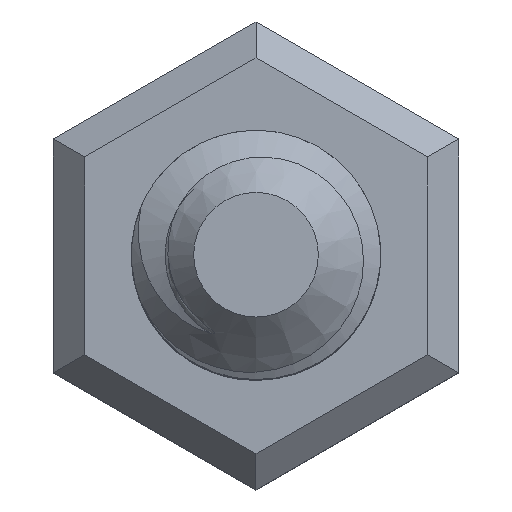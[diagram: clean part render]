
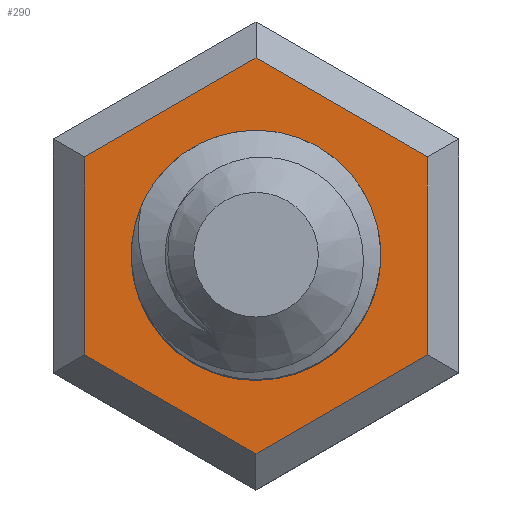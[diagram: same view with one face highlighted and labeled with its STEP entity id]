
A CAD part, top view. The second image highlights one B-rep face of the part: STEP entity #290.
In plain terms, the highlighted planar face has unit normal (0, 0, 1).
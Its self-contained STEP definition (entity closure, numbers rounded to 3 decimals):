
#290=ADVANCED_FACE('',(#688,#690),#692,.T.);
#688=FACE_BOUND('',#689,.T.);
#689=EDGE_LOOP('',(#7123,#7124,#7125,#7126,#7127,#7128));
#690=FACE_BOUND('',#691,.T.);
#691=EDGE_LOOP('',(#7129));
#692=PLANE('',#693);
#693=AXIS2_PLACEMENT_3D('',#694,#695,#696);
#694=CARTESIAN_POINT('',(0.,0.,6.8));
#695=DIRECTION('',(0.,0.,1.));
#696=DIRECTION('',(-1.,0.,0.));
#7123=ORIENTED_EDGE('',*,*,#7282,.T.);
#7124=ORIENTED_EDGE('',*,*,#7292,.T.);
#7125=ORIENTED_EDGE('',*,*,#7290,.T.);
#7126=ORIENTED_EDGE('',*,*,#7288,.T.);
#7127=ORIENTED_EDGE('',*,*,#7286,.T.);
#7128=ORIENTED_EDGE('',*,*,#7284,.T.);
#7129=ORIENTED_EDGE('',*,*,#7293,.F.);
#7282=EDGE_CURVE('',#7428,#7426,#7429,.T.);
#7284=EDGE_CURVE('',#7431,#7428,#7432,.T.);
#7286=EDGE_CURVE('',#7434,#7431,#7435,.T.);
#7288=EDGE_CURVE('',#7437,#7434,#7438,.T.);
#7290=EDGE_CURVE('',#7440,#7437,#7441,.T.);
#7292=EDGE_CURVE('',#7426,#7440,#7443,.T.);
#7293=EDGE_CURVE('',#7444,#7444,#7445,.T.);
#7426=VERTEX_POINT('',#7711);
#7428=VERTEX_POINT('',#7715);
#7429=LINE('',#7716,#7717);
#7431=VERTEX_POINT('',#7722);
#7432=LINE('',#7723,#7724);
#7434=VERTEX_POINT('',#7729);
#7435=LINE('',#7730,#7731);
#7437=VERTEX_POINT('',#7736);
#7438=LINE('',#7737,#7738);
#7440=VERTEX_POINT('',#7743);
#7441=LINE('',#7744,#7745);
#7443=LINE('',#7750,#7751);
#7444=VERTEX_POINT('',#7753);
#7445=CIRCLE('',#7754,4.);
#7711=CARTESIAN_POINT('',(5.5,3.175,6.8));
#7715=CARTESIAN_POINT('',(5.5,-3.175,6.8));
#7716=CARTESIAN_POINT('',(5.5,-3.175,6.8));
#7717=VECTOR('',#7718,1.);
#7718=DIRECTION('',(0.,1.,0.));
#7722=CARTESIAN_POINT('',(0.,-6.351,6.8));
#7723=CARTESIAN_POINT('',(0.,-6.351,6.8));
#7724=VECTOR('',#7725,1.);
#7725=DIRECTION('',(0.866,0.5,0.));
#7729=CARTESIAN_POINT('',(-5.5,-3.175,6.8));
#7730=CARTESIAN_POINT('',(-5.5,-3.175,6.8));
#7731=VECTOR('',#7732,1.);
#7732=DIRECTION('',(0.866,-0.5,0.));
#7736=CARTESIAN_POINT('',(-5.5,3.175,6.8));
#7737=CARTESIAN_POINT('',(-5.5,3.175,6.8));
#7738=VECTOR('',#7739,1.);
#7739=DIRECTION('',(0.,-1.,0.));
#7743=CARTESIAN_POINT('',(0.,6.351,6.8));
#7744=CARTESIAN_POINT('',(0.,6.351,6.8));
#7745=VECTOR('',#7746,1.);
#7746=DIRECTION('',(-0.866,-0.5,0.));
#7750=CARTESIAN_POINT('',(5.5,3.175,6.8));
#7751=VECTOR('',#7752,1.);
#7752=DIRECTION('',(-0.866,0.5,0.));
#7753=CARTESIAN_POINT('',(0.,-4.,6.8));
#7754=AXIS2_PLACEMENT_3D('',#7755,#7756,#7757);
#7755=CARTESIAN_POINT('',(0.,0.,6.8));
#7756=DIRECTION('',(0.,0.,1.));
#7757=DIRECTION('',(0.,-1.,0.));
